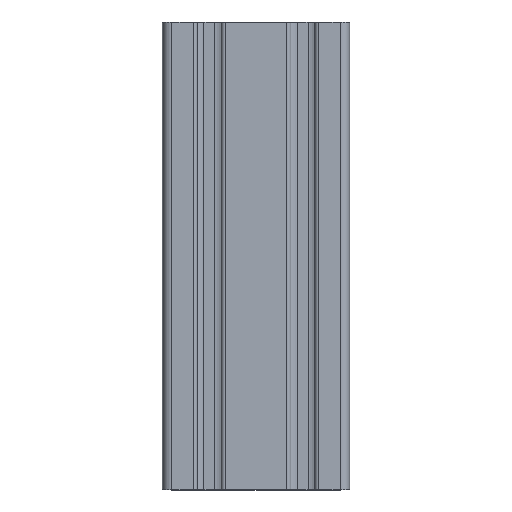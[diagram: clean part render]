
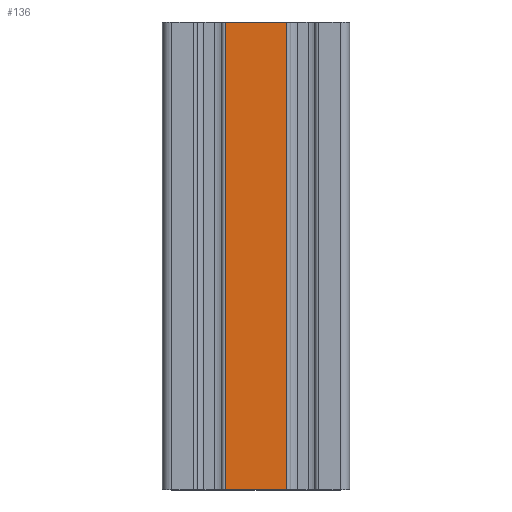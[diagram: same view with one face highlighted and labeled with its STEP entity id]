
A CAD part, top view. The second image highlights one B-rep face of the part: STEP entity #136.
In plain terms, the highlighted planar face has unit normal (0, 0, 1).
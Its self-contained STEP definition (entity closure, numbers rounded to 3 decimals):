
#136 = ADVANCED_FACE( '', ( #291 ), #292, .F. );
#291 = FACE_OUTER_BOUND( '', #462, .T. );
#292 = PLANE( '', #463 );
#462 = EDGE_LOOP( '', ( #817, #818, #819, #820 ) );
#463 = AXIS2_PLACEMENT_3D( '', #821, #822, #823 );
#817 = ORIENTED_EDGE( '', *, *, #1156, .T. );
#818 = ORIENTED_EDGE( '', *, *, #1095, .F. );
#819 = ORIENTED_EDGE( '', *, *, #1184, .F. );
#820 = ORIENTED_EDGE( '', *, *, #1167, .T. );
#821 = CARTESIAN_POINT( '', ( -6.625, 100., 5. ) );
#822 = DIRECTION( '', ( 0., 0., -1. ) );
#823 = DIRECTION( '', ( -1., 0., 0. ) );
#1095 = EDGE_CURVE( '', #1335, #1330, #1337, .T. );
#1156 = EDGE_CURVE( '', #1432, #1330, #1433, .T. );
#1167 = EDGE_CURVE( '', #1450, #1432, #1451, .T. );
#1184 = EDGE_CURVE( '', #1450, #1335, #1473, .T. );
#1330 = VERTEX_POINT( '', #1663 );
#1335 = VERTEX_POINT( '', #1669 );
#1337 = LINE( '', #1671, #1672 );
#1432 = VERTEX_POINT( '', #1797 );
#1433 = LINE( '', #1798, #1799 );
#1450 = VERTEX_POINT( '', #1819 );
#1451 = LINE( '', #1820, #1821 );
#1473 = LINE( '', #1849, #1850 );
#1663 = CARTESIAN_POINT( '', ( 6.625, 0., 5. ) );
#1669 = CARTESIAN_POINT( '', ( 6.625, 100., 5. ) );
#1671 = CARTESIAN_POINT( '', ( 6.625, 100., 5. ) );
#1672 = VECTOR( '', #2002, 1000. );
#1797 = CARTESIAN_POINT( '', ( -6.625, 0., 5. ) );
#1798 = CARTESIAN_POINT( '', ( -6.625, 0., 5. ) );
#1799 = VECTOR( '', #2090, 1000. );
#1819 = CARTESIAN_POINT( '', ( -6.625, 100., 5. ) );
#1820 = CARTESIAN_POINT( '', ( -6.625, 100., 5. ) );
#1821 = VECTOR( '', #2112, 1000. );
#1849 = CARTESIAN_POINT( '', ( -6.625, 100., 5. ) );
#1850 = VECTOR( '', #2131, 1000. );
#2002 = DIRECTION( '', ( 0., -1., 0. ) );
#2090 = DIRECTION( '', ( 1., 0., 0. ) );
#2112 = DIRECTION( '', ( 0., -1., 0. ) );
#2131 = DIRECTION( '', ( 1., 0., 0. ) );
